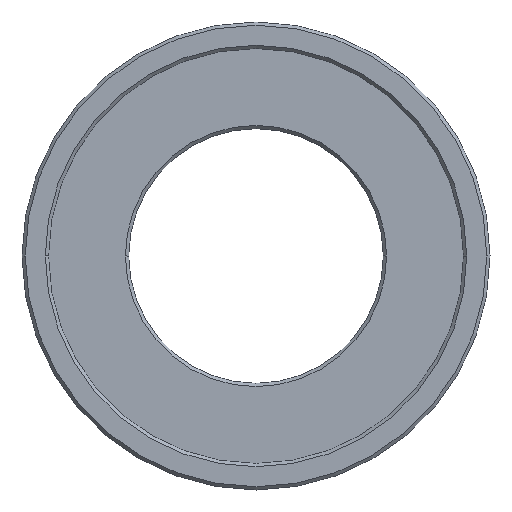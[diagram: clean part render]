
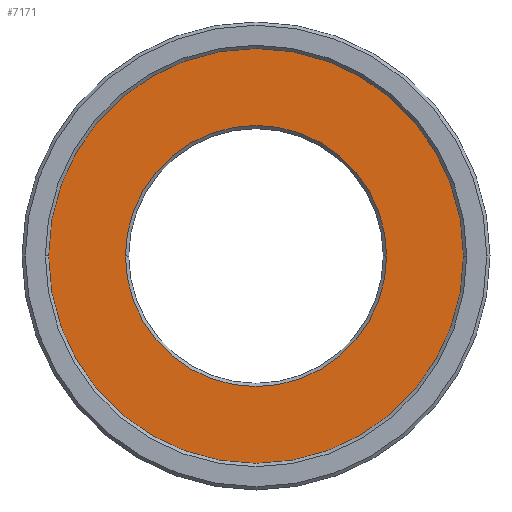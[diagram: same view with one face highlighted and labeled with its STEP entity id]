
A CAD part, left-side view. The second image highlights one B-rep face of the part: STEP entity #7171.
In plain terms, the highlighted planar face has unit normal (-1, 0, 0).
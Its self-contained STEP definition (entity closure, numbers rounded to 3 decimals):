
#130 = AXIS2_PLACEMENT_3D ( 'NONE', #2719, #7462, #6666 ) ;
#282 = DIRECTION ( 'NONE',  ( 0., -1., 0. ) ) ;
#343 = AXIS2_PLACEMENT_3D ( 'NONE', #7680, #11357, #3812 ) ;
#584 = EDGE_CURVE ( 'NONE', #4105, #10944, #3821, .T. ) ;
#714 = CIRCLE ( 'NONE', #7520, 19.15 ) ;
#905 = CARTESIAN_POINT ( 'NONE',  ( 3.6, 0., 0. ) ) ;
#1613 = AXIS2_PLACEMENT_3D ( 'NONE', #905, #7838, #6911 ) ;
#1653 = ORIENTED_EDGE ( 'NONE', *, *, #584, .T. ) ;
#1949 = CARTESIAN_POINT ( 'NONE',  ( 3.6, 12.05, 0. ) ) ;
#2057 = EDGE_CURVE ( 'NONE', #2933, #7898, #714, .T. ) ;
#2196 = ORIENTED_EDGE ( 'NONE', *, *, #2057, .T. ) ;
#2279 = EDGE_CURVE ( 'NONE', #10944, #4105, #11712, .T. ) ;
#2719 = CARTESIAN_POINT ( 'NONE',  ( 3.6, 0., 0. ) ) ;
#2933 = VERTEX_POINT ( 'NONE', #11315 ) ;
#2977 = FACE_OUTER_BOUND ( 'NONE', #12063, .T. ) ;
#3812 = DIRECTION ( 'NONE',  ( 0., -1., 0. ) ) ;
#3821 = CIRCLE ( 'NONE', #1613, 12.05 ) ;
#4105 = VERTEX_POINT ( 'NONE', #1949 ) ;
#5611 = AXIS2_PLACEMENT_3D ( 'NONE', #11320, #6276, #10072 ) ;
#6276 = DIRECTION ( 'NONE',  ( -1., 0., 0. ) ) ;
#6530 = PLANE ( 'NONE',  #130 ) ;
#6666 = DIRECTION ( 'NONE',  ( 0., 0., 1. ) ) ;
#6869 = CARTESIAN_POINT ( 'NONE',  ( 3.6, -12.05, 0. ) ) ;
#6911 = DIRECTION ( 'NONE',  ( 0., -1., 0. ) ) ;
#7171 = ADVANCED_FACE ( 'NONE', ( #10392, #2977 ), #6530, .T. ) ;
#7462 = DIRECTION ( 'NONE',  ( -1., 0., 0. ) ) ;
#7520 = AXIS2_PLACEMENT_3D ( 'NONE', #8645, #10639, #282 ) ;
#7636 = ORIENTED_EDGE ( 'NONE', *, *, #10536, .T. ) ;
#7680 = CARTESIAN_POINT ( 'NONE',  ( 3.6, 0., 0. ) ) ;
#7838 = DIRECTION ( 'NONE',  ( 1., 0., 0. ) ) ;
#7898 = VERTEX_POINT ( 'NONE', #11483 ) ;
#8044 = EDGE_LOOP ( 'NONE', ( #10787, #1653 ) ) ;
#8645 = CARTESIAN_POINT ( 'NONE',  ( 3.6, 0., 0. ) ) ;
#9993 = CIRCLE ( 'NONE', #5611, 19.15 ) ;
#10072 = DIRECTION ( 'NONE',  ( 0., -1., 0. ) ) ;
#10392 = FACE_BOUND ( 'NONE', #8044, .T. ) ;
#10536 = EDGE_CURVE ( 'NONE', #7898, #2933, #9993, .T. ) ;
#10639 = DIRECTION ( 'NONE',  ( -1., 0., 0. ) ) ;
#10787 = ORIENTED_EDGE ( 'NONE', *, *, #2279, .T. ) ;
#10944 = VERTEX_POINT ( 'NONE', #6869 ) ;
#11315 = CARTESIAN_POINT ( 'NONE',  ( 3.6, -19.15, 0. ) ) ;
#11320 = CARTESIAN_POINT ( 'NONE',  ( 3.6, 0., 0. ) ) ;
#11357 = DIRECTION ( 'NONE',  ( 1., 0., 0. ) ) ;
#11483 = CARTESIAN_POINT ( 'NONE',  ( 3.6, 19.15, 0. ) ) ;
#11712 = CIRCLE ( 'NONE', #343, 12.05 ) ;
#12063 = EDGE_LOOP ( 'NONE', ( #2196, #7636 ) ) ;
